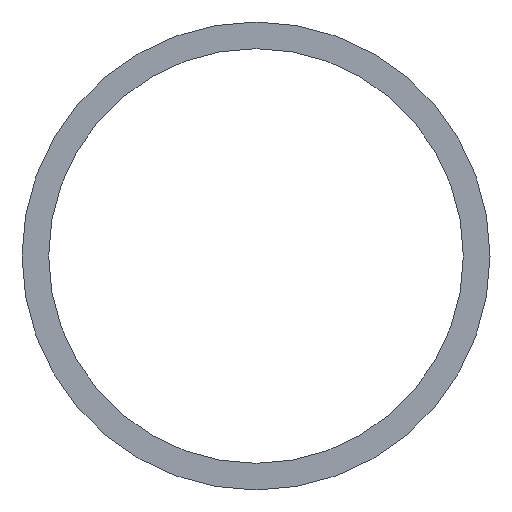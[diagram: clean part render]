
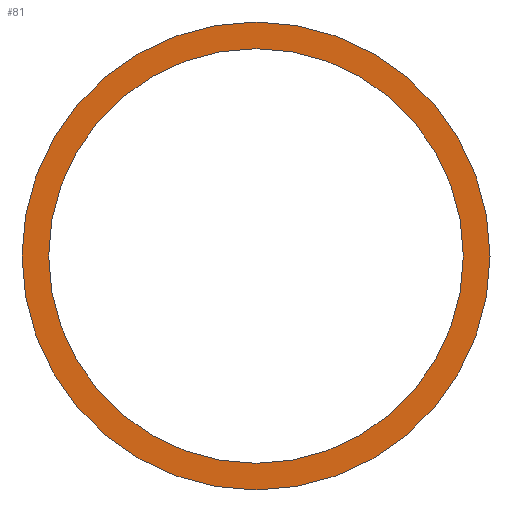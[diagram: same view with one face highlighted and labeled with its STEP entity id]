
A CAD part, left-side view. The second image highlights one B-rep face of the part: STEP entity #81.
In plain terms, the highlighted planar face has unit normal (-1, 0, 0).
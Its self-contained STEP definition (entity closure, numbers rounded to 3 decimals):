
#51 = EDGE_CURVE( '', #87, #55, #121, .T. );
#55 = VERTEX_POINT( '', #125 );
#59 = EDGE_CURVE( '', #65, #89, #129, .T. );
#65 = VERTEX_POINT( '', #136 );
#81 = ADVANCED_FACE( '', ( #155, #156 ), #157, .F. );
#87 = VERTEX_POINT( '', #164 );
#89 = VERTEX_POINT( '', #166 );
#99 = EDGE_CURVE( '', #55, #87, #177, .T. );
#101 = EDGE_CURVE( '', #89, #65, #179, .T. );
#121 = CIRCLE( '', #190, 88.6 );
#125 = CARTESIAN_POINT( '', ( 0., 0., 88.6 ) );
#129 = CIRCLE( '', #201, 100. );
#136 = CARTESIAN_POINT( '', ( 0., 0., -100. ) );
#155 = FACE_OUTER_BOUND( '', #232, .T. );
#156 = FACE_BOUND( '', #233, .T. );
#157 = PLANE( '', #234 );
#164 = CARTESIAN_POINT( '', ( 0., 0., -88.6 ) );
#166 = CARTESIAN_POINT( '', ( 0., 0., 100. ) );
#177 = CIRCLE( '', #259, 88.6 );
#179 = CIRCLE( '', #262, 100. );
#190 = AXIS2_PLACEMENT_3D( '', #266, #267, #268 );
#201 = AXIS2_PLACEMENT_3D( '', #270, #271, #272 );
#232 = EDGE_LOOP( '', ( #308, #309 ) );
#233 = EDGE_LOOP( '', ( #310, #311 ) );
#234 = AXIS2_PLACEMENT_3D( '', #312, #313, #314 );
#259 = AXIS2_PLACEMENT_3D( '', #337, #338, #339 );
#262 = AXIS2_PLACEMENT_3D( '', #340, #341, #342 );
#266 = CARTESIAN_POINT( '', ( 0., 0., 0. ) );
#267 = DIRECTION( '', ( 1., 0., 0. ) );
#268 = DIRECTION( '', ( 0., 0., -1. ) );
#270 = CARTESIAN_POINT( '', ( 0., 0., 0. ) );
#271 = DIRECTION( '', ( 1., 0., 0. ) );
#272 = DIRECTION( '', ( 0., 0., -1. ) );
#308 = ORIENTED_EDGE( '', *, *, #59, .F. );
#309 = ORIENTED_EDGE( '', *, *, #101, .F. );
#310 = ORIENTED_EDGE( '', *, *, #51, .T. );
#311 = ORIENTED_EDGE( '', *, *, #99, .T. );
#312 = CARTESIAN_POINT( '', ( 0., 0., 0. ) );
#313 = DIRECTION( '', ( 1., 0., 0. ) );
#314 = DIRECTION( '', ( 0., 0., -1. ) );
#337 = CARTESIAN_POINT( '', ( 0., 0., 0. ) );
#338 = DIRECTION( '', ( 1., 0., 0. ) );
#339 = DIRECTION( '', ( 0., 0., -1. ) );
#340 = CARTESIAN_POINT( '', ( 0., 0., 0. ) );
#341 = DIRECTION( '', ( 1., 0., 0. ) );
#342 = DIRECTION( '', ( 0., 0., -1. ) );
